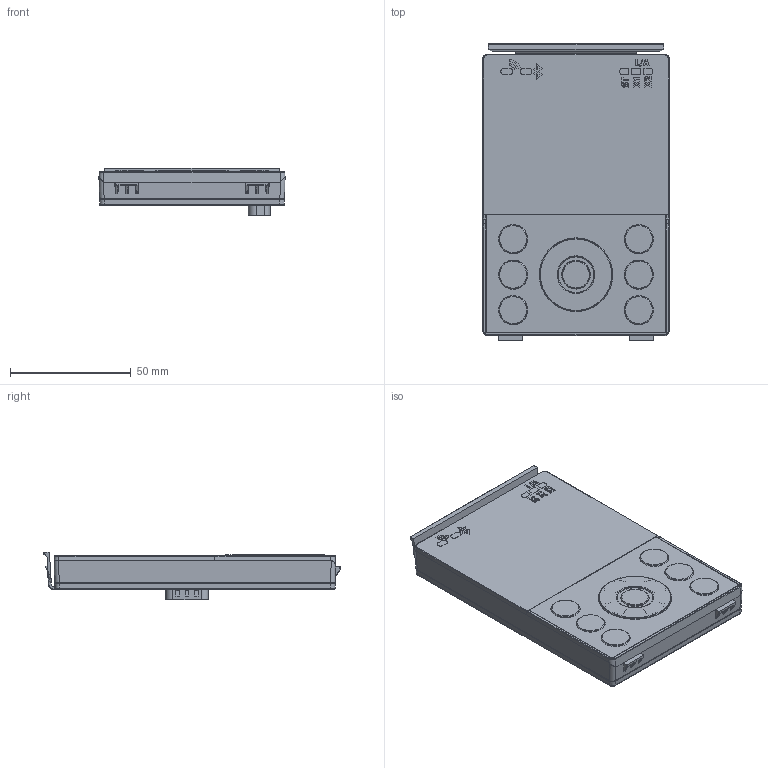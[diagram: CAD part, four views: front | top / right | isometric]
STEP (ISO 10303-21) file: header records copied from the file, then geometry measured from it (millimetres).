
FILE_DESCRIPTION((''),'2;1');
FILE_NAME('ICP_ASM','2024-06-04T14:18:29',('U241412'),('Danfoss Drives'),'CREO PARAMETRIC BY PTC INC, 2022124','CREO PARAMETRIC BY PTC INC, 2022124','');
FILE_SCHEMA(('CONFIG_CONTROL_DESIGN','GEOMETRIC_VALIDATION_PROPERTIES_MIM'));
Products named in the file (59): 136B0976-1; 136B0976-2; 136B0976_ASM; 136B0975; 136B7050; 640F1999_ASM; RFF005010XXX004_ASM; RFF005010XXX004-R0402_OSP_40000_ASM; I_SOT23-REFL_IPC__H013_OSP_1350; 640F2840_ASM; CKF005010XXX_ASM; CKF005010XXX-C0402_OSP_55000_ASM; CKF005010XXX-C0402_OSP_61000_ASM; 612B8127_ASM; CKF013020XXX_ASM; CKF013020XXX-C0805_OSP_125000_ASM; CKF013020XXX-C0805_OSP_140000_ASM; 612B7487_ASM; CKF008016XXX_ASM; CKF008016XXX-C0603_80000_ASM; KF16_1H100_SMD_2-AFFC______H022; KF9_SUB_D2_PIP-PIP_______H094_9; CKF005010XXX-C0402_OSP_40000_ASM; I_QFP64_50-QFP64_IPC_H016_OSP_1; I_SO8_127_EDR_7320-REFL_IPC_H02; LWF050050XXX045-COIL______H045_; I_SO8_065_050-REFL______H011_OS; I_SO8_127-REFL_IPC__H020_OSP_17; I_UMLP16-LED_DRIVER_H055_OSP_0; 640F3196-W_LAN_BT__H011_OSP_110; MXTAL_NX5032-NX5032____H013_OSP; I_SOT223-REFLO_____H018_OSP_180; CKF005010XXX-C0402_OSP_50000_ASM; 091F1139-NFC_ANT___H000_0; I_LEDM670_2T-LED_COAT__H014_OSP; I_LEDT670_4T-LED_X2____H021_OSP; STM-STPS1L60A; 612L0465_ASM; SMA_ASM; SMA-SOD15_OSP_270000_ASM ...
Assembly tree (291 placements, depth 6):
  ICP_ASM
    136B0976_ASM
      136B0976-1
      136B0976-2
    136B0975
    136B7050_ASM
      136B7050
      RFF005010XXX004-R0402_OSP_40000_ASM  x138
        RFF005010XXX004_ASM
          640F1999_ASM
      I_SOT23-REFL_IPC__H013_OSP_1350  x10
      CKF005010XXX-C0402_OSP_55000_ASM  x43
        CKF005010XXX_ASM
          640F2840_ASM
      CKF005010XXX-C0402_OSP_61000_ASM  x6
        CKF005010XXX_ASM
          640F2840_ASM
      CKF013020XXX-C0805_OSP_125000_ASM  x6
        CKF013020XXX_ASM
          612B8127_ASM
      CKF013020XXX-C0805_OSP_140000_ASM  x2
        CKF013020XXX_ASM
          612B8127_ASM
      CKF008016XXX-C0603_80000_ASM
        CKF008016XXX_ASM
          612B7487_ASM
      KF16_1H100_SMD_2-AFFC______H022
      KF9_SUB_D2_PIP-PIP_______H094_9
      CKF005010XXX-C0402_OSP_40000_ASM  x8
        CKF005010XXX_ASM
          640F2840_ASM
      I_QFP64_50-QFP64_IPC_H016_OSP_1  x2
      I_SO8_127_EDR_7320-REFL_IPC_H02
      LWF050050XXX045-COIL______H045_
      I_SO8_065_050-REFL______H011_OS
      I_SO8_127-REFL_IPC__H020_OSP_17  x3
      I_UMLP16-LED_DRIVER_H055_OSP_0
      640F3196-W_LAN_BT__H011_OSP_110
      MXTAL_NX5032-NX5032____H013_OSP  x2
      I_SOT223-REFLO_____H018_OSP_180
      CKF005010XXX-C0402_OSP_50000_ASM  x2
        CKF005010XXX_ASM
          640F2840_ASM
      091F1139-NFC_ANT___H000_0
      I_LEDM670_2T-LED_COAT__H014_OSP  x7
      I_LEDT670_4T-LED_X2____H021_OSP  x3
      SMA-SOD15_OSP_270000_ASM
        SMA_ASM
          612L0465_ASM
            STM-STPS1L60A
      I_LEDRGB3-LED_RGB___H011_OSP_18
      I_SOT23_6-REFLOW__H015_OSP_1450
      640F2705-SW_DTSM____H043_OSP_43  x11
    DISPLAY-ASSEMBLY_ASM
      134B5266_ASM
        ASM0001_ASM_10_ASM
          LCD-DOWN_1
          POL1_1
          POL2_1
        IC-CHICP
Bounding box: 77.14 x 122.95 x 19.8 mm (x, y, z)
Volume: 75089.1 mm3; surface area: 133103.2 mm2
Topology: 65 solids, 76 shells, 6844 faces, 18688 edges, 11928 vertices
Faces by surface type: plane 4202, cylinder 1612, torus 305, cone 278, bspline 260, extrusion 136, sphere 51
Entity records: 239026 total; most frequent: CARTESIAN_POINT 55734, ORIENTED_EDGE 32034, DIRECTION 30584, EDGE_CURVE 16017, VECTOR 11082, LINE 10946, VERTEX_POINT 10210, AXIS2_PLACEMENT_3D 9751
